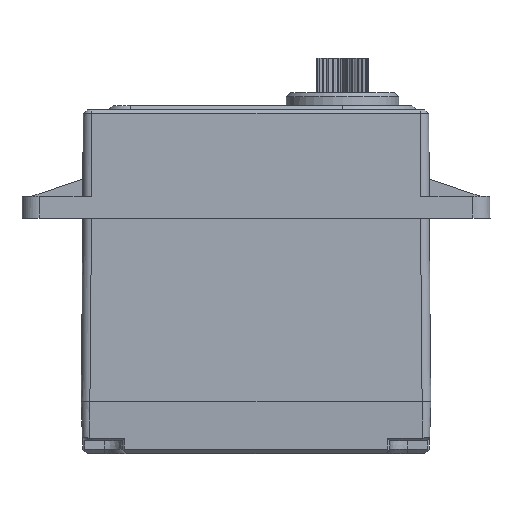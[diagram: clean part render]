
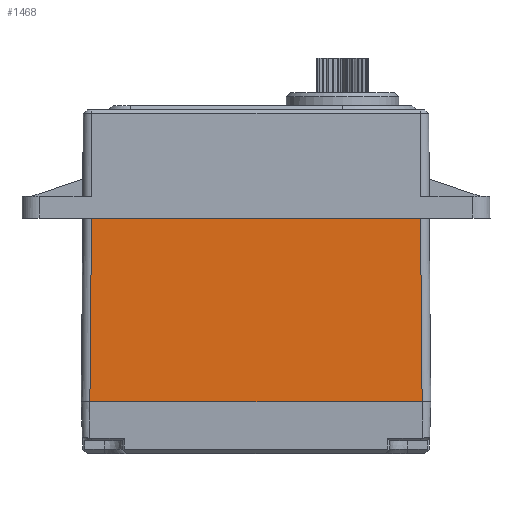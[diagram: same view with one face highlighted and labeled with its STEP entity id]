
A CAD part, front view. The second image highlights one B-rep face of the part: STEP entity #1468.
In plain terms, the highlighted planar face has unit normal (0, -1, 0.009).
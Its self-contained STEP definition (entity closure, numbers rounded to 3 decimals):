
#1468=ADVANCED_FACE('',(#2151),#1836,.T.);
#1836=PLANE('',#9965);
#2151=FACE_OUTER_BOUND('',#2707,.T.);
#2707=EDGE_LOOP('',(#4564,#4565,#4566,#4567));
#4564=ORIENTED_EDGE('',*,*,#7327,.F.);
#4565=ORIENTED_EDGE('',*,*,#7340,.T.);
#4566=ORIENTED_EDGE('',*,*,#7310,.T.);
#4567=ORIENTED_EDGE('',*,*,#7341,.T.);
#6156=VERTEX_POINT('',#14591);
#6157=VERTEX_POINT('',#14592);
#6168=VERTEX_POINT('',#14622);
#6169=VERTEX_POINT('',#14624);
#7310=EDGE_CURVE('',#6156,#6157,#8321,.T.);
#7327=EDGE_CURVE('',#6168,#6169,#8331,.T.);
#7340=EDGE_CURVE('',#6168,#6156,#8339,.T.);
#7341=EDGE_CURVE('',#6157,#6169,#8340,.T.);
#8321=LINE('',#14590,#9074);
#8331=LINE('',#14623,#9084);
#8339=LINE('',#14647,#9092);
#8340=LINE('',#14648,#9093);
#9074=VECTOR('',#11858,1.);
#9084=VECTOR('',#11888,1.);
#9092=VECTOR('',#11910,1.);
#9093=VECTOR('',#11911,1.);
#9965=AXIS2_PLACEMENT_3D('',#14649,#11912,#11913);
#11858=DIRECTION('',(1.,0.,0.));
#11888=DIRECTION('',(1.,0.,0.));
#11910=DIRECTION('',(-0.009,-0.009,-1.));
#11911=DIRECTION('',(-0.009,0.009,1.));
#11912=DIRECTION('',(0.,-1.,0.009));
#11913=DIRECTION('',(0.,-0.009,-1.));
#14590=CARTESIAN_POINT('',(39.,-0.185,-22.6));
#14591=CARTESIAN_POINT('',(0.815,-0.185,-22.6));
#14592=CARTESIAN_POINT('',(39.185,-0.185,-22.6));
#14622=CARTESIAN_POINT('',(1.,0.,-1.4));
#14623=CARTESIAN_POINT('',(1.,0.,-1.4));
#14624=CARTESIAN_POINT('',(39.,0.,-1.4));
#14647=CARTESIAN_POINT('',(1.,0.,-1.4));
#14648=CARTESIAN_POINT('',(38.997,0.003,-1.068));
#14649=CARTESIAN_POINT('',(1.,0.,-1.4));
